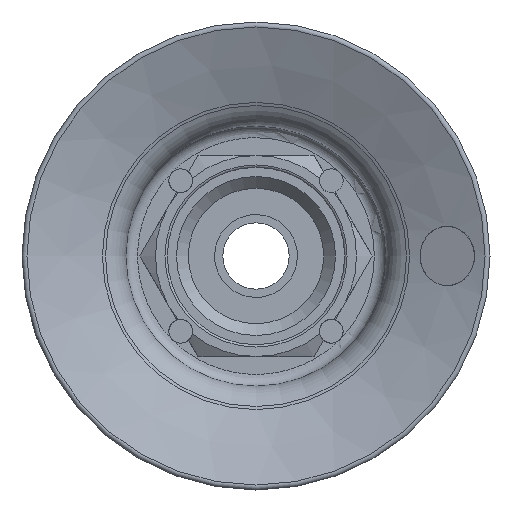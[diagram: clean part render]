
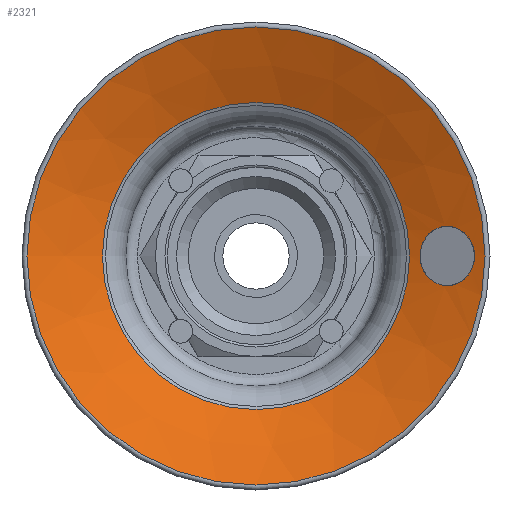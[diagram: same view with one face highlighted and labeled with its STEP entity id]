
A CAD part, front view. The second image highlights one B-rep face of the part: STEP entity #2321.
In plain terms, the highlighted conical face has half-angle 66.567 degrees and reference radius 16.174 mm.
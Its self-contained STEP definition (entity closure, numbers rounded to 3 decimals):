
#65=B_SPLINE_CURVE_WITH_KNOTS('',3,(#3647,#3648,#3649,#3650),
 .UNSPECIFIED.,.F.,.F.,(4,4),(0.,0.035),.UNSPECIFIED.);
#66=B_SPLINE_CURVE_WITH_KNOTS('',3,(#3651,#3652,#3653,#3654,#3655,#3656,
#3657,#3658,#3659,#3660,#3661,#3662,#3663,#3664,#3665,#3666,#3667,#3668,
#3669,#3670,#3671,#3672,#3673,#3674,#3675,#3676,#3677,#3678,#3679,#3680,
#3681,#3682,#3683,#3684),.UNSPECIFIED.,.F.,.F.,(4,2,2,2,2,2,2,2,2,2,2,2,
2,2,2,2,4),(0.035,0.103,0.206,0.31,
0.413,0.516,0.619,0.722,
0.826,0.911,0.996,1.081,
1.167,1.252,1.337,1.423,1.508),
 .UNSPECIFIED.);
#130=FACE_BOUND('',#577,.T.);
#194=LINE('',#4656,#273);
#273=VECTOR('',#3146,16.174);
#438=FACE_OUTER_BOUND('',#576,.T.);
#576=EDGE_LOOP('',(#1893,#1894,#1895,#1896,#1897,#1898,#1899,#1900));
#577=EDGE_LOOP('',(#1901,#1902));
#736=CIRCLE('',#2614,19.366);
#737=CIRCLE('',#2615,19.366);
#738=CIRCLE('',#2616,19.366);
#740=CIRCLE('',#2619,12.982);
#741=CIRCLE('',#2620,12.982);
#742=CIRCLE('',#2621,12.982);
#912=VERTEX_POINT('',#3645);
#913=VERTEX_POINT('',#3646);
#1010=VERTEX_POINT('',#4647);
#1011=VERTEX_POINT('',#4648);
#1012=VERTEX_POINT('',#4650);
#1013=VERTEX_POINT('',#4655);
#1014=VERTEX_POINT('',#4657);
#1015=VERTEX_POINT('',#4659);
#1168=EDGE_CURVE('',#912,#913,#65,.T.);
#1169=EDGE_CURVE('',#913,#912,#66,.T.);
#1315=EDGE_CURVE('',#1010,#1011,#736,.T.);
#1316=EDGE_CURVE('',#1012,#1010,#737,.T.);
#1317=EDGE_CURVE('',#1011,#1012,#738,.T.);
#1319=EDGE_CURVE('',#1012,#1013,#194,.T.);
#1320=EDGE_CURVE('',#1014,#1013,#740,.T.);
#1321=EDGE_CURVE('',#1015,#1014,#741,.T.);
#1322=EDGE_CURVE('',#1013,#1015,#742,.T.);
#1893=ORIENTED_EDGE('',*,*,#1315,.T.);
#1894=ORIENTED_EDGE('',*,*,#1317,.T.);
#1895=ORIENTED_EDGE('',*,*,#1319,.T.);
#1896=ORIENTED_EDGE('',*,*,#1320,.F.);
#1897=ORIENTED_EDGE('',*,*,#1321,.F.);
#1898=ORIENTED_EDGE('',*,*,#1322,.F.);
#1899=ORIENTED_EDGE('',*,*,#1319,.F.);
#1900=ORIENTED_EDGE('',*,*,#1316,.T.);
#1901=ORIENTED_EDGE('',*,*,#1168,.T.);
#1902=ORIENTED_EDGE('',*,*,#1169,.T.);
#2117=CONICAL_SURFACE('',#2618,16.174,1.162);
#2321=ADVANCED_FACE('',(#438,#130),#2117,.F.);
#2614=AXIS2_PLACEMENT_3D('',#4649,#3136,#3137);
#2615=AXIS2_PLACEMENT_3D('',#4651,#3138,#3139);
#2616=AXIS2_PLACEMENT_3D('',#4652,#3140,#3141);
#2618=AXIS2_PLACEMENT_3D('',#4654,#3144,#3145);
#2619=AXIS2_PLACEMENT_3D('',#4658,#3147,#3148);
#2620=AXIS2_PLACEMENT_3D('',#4660,#3149,#3150);
#2621=AXIS2_PLACEMENT_3D('',#4661,#3151,#3152);
#3136=DIRECTION('center_axis',(0.,-1.,0.));
#3137=DIRECTION('ref_axis',(1.,0.,0.));
#3138=DIRECTION('center_axis',(0.,-1.,0.));
#3139=DIRECTION('ref_axis',(1.,0.,0.));
#3140=DIRECTION('center_axis',(0.,-1.,0.));
#3141=DIRECTION('ref_axis',(1.,0.,0.));
#3144=DIRECTION('center_axis',(0.,-1.,0.));
#3145=DIRECTION('ref_axis',(1.,0.,0.));
#3146=DIRECTION('',(0.918,0.398,0.));
#3147=DIRECTION('center_axis',(0.,-1.,0.));
#3148=DIRECTION('ref_axis',(1.,0.,0.));
#3149=DIRECTION('center_axis',(0.,-1.,0.));
#3150=DIRECTION('ref_axis',(1.,0.,0.));
#3151=DIRECTION('center_axis',(0.,-1.,0.));
#3152=DIRECTION('ref_axis',(1.,0.,0.));
#3645=CARTESIAN_POINT('',(15.814,89.331,2.475));
#3646=CARTESIAN_POINT('',(16.14,89.19,2.5));
#3647=CARTESIAN_POINT('Ctrl Pts',(15.814,89.331,2.475));
#3648=CARTESIAN_POINT('Ctrl Pts',(15.92,89.285,2.491));
#3649=CARTESIAN_POINT('Ctrl Pts',(16.029,89.237,2.5));
#3650=CARTESIAN_POINT('Ctrl Pts',(16.14,89.19,2.5));
#3651=CARTESIAN_POINT('Ctrl Pts',(16.14,89.19,2.5));
#3652=CARTESIAN_POINT('Ctrl Pts',(16.355,89.097,2.5));
#3653=CARTESIAN_POINT('Ctrl Pts',(16.577,89.005,2.466));
#3654=CARTESIAN_POINT('Ctrl Pts',(17.112,88.786,2.296));
#3655=CARTESIAN_POINT('Ctrl Pts',(17.414,88.666,2.114));
#3656=CARTESIAN_POINT('Ctrl Pts',(17.899,88.478,1.664));
#3657=CARTESIAN_POINT('Ctrl Pts',(18.111,88.398,1.368));
#3658=CARTESIAN_POINT('Ctrl Pts',(18.393,88.292,0.708));
#3659=CARTESIAN_POINT('Ctrl Pts',(18.464,88.266,0.344));
#3660=CARTESIAN_POINT('Ctrl Pts',(18.464,88.266,-0.344));
#3661=CARTESIAN_POINT('Ctrl Pts',(18.393,88.292,-0.708));
#3662=CARTESIAN_POINT('Ctrl Pts',(18.111,88.398,-1.368));
#3663=CARTESIAN_POINT('Ctrl Pts',(17.899,88.478,-1.664));
#3664=CARTESIAN_POINT('Ctrl Pts',(17.414,88.666,-2.114));
#3665=CARTESIAN_POINT('Ctrl Pts',(17.112,88.786,-2.296));
#3666=CARTESIAN_POINT('Ctrl Pts',(16.468,89.049,-2.501));
#3667=CARTESIAN_POINT('Ctrl Pts',(16.126,89.194,-2.524));
#3668=CARTESIAN_POINT('Ctrl Pts',(15.556,89.444,-2.434));
#3669=CARTESIAN_POINT('Ctrl Pts',(15.288,89.565,-2.34));
#3670=CARTESIAN_POINT('Ctrl Pts',(14.804,89.791,-2.049));
#3671=CARTESIAN_POINT('Ctrl Pts',(14.589,89.895,-1.852));
#3672=CARTESIAN_POINT('Ctrl Pts',(14.255,90.06,-1.423));
#3673=CARTESIAN_POINT('Ctrl Pts',(14.111,90.133,-1.159));
#3674=CARTESIAN_POINT('Ctrl Pts',(13.922,90.23,-0.589));
#3675=CARTESIAN_POINT('Ctrl Pts',(13.876,90.254,-0.284));
#3676=CARTESIAN_POINT('Ctrl Pts',(13.876,90.254,0.284));
#3677=CARTESIAN_POINT('Ctrl Pts',(13.922,90.23,0.589));
#3678=CARTESIAN_POINT('Ctrl Pts',(14.111,90.133,1.159));
#3679=CARTESIAN_POINT('Ctrl Pts',(14.255,90.06,1.423));
#3680=CARTESIAN_POINT('Ctrl Pts',(14.589,89.895,1.852));
#3681=CARTESIAN_POINT('Ctrl Pts',(14.804,89.791,2.049));
#3682=CARTESIAN_POINT('Ctrl Pts',(15.288,89.565,2.34));
#3683=CARTESIAN_POINT('Ctrl Pts',(15.556,89.444,2.434));
#3684=CARTESIAN_POINT('Ctrl Pts',(15.814,89.331,2.475));
#4647=CARTESIAN_POINT('',(19.366,87.875,0.));
#4648=CARTESIAN_POINT('',(0.,87.875,19.366));
#4649=CARTESIAN_POINT('Origin',(0.,87.875,0.));
#4650=CARTESIAN_POINT('',(-19.366,87.875,0.));
#4651=CARTESIAN_POINT('Origin',(0.,87.875,0.));
#4652=CARTESIAN_POINT('Origin',(0.,87.875,0.));
#4654=CARTESIAN_POINT('Origin',(0.,89.258,0.));
#4655=CARTESIAN_POINT('',(-12.982,90.642,0.));
#4656=CARTESIAN_POINT('',(-16.174,89.258,0.));
#4657=CARTESIAN_POINT('',(0.,90.642,12.982));
#4658=CARTESIAN_POINT('Origin',(0.,90.642,0.));
#4659=CARTESIAN_POINT('',(12.982,90.642,0.));
#4660=CARTESIAN_POINT('Origin',(0.,90.642,0.));
#4661=CARTESIAN_POINT('Origin',(0.,90.642,0.));
